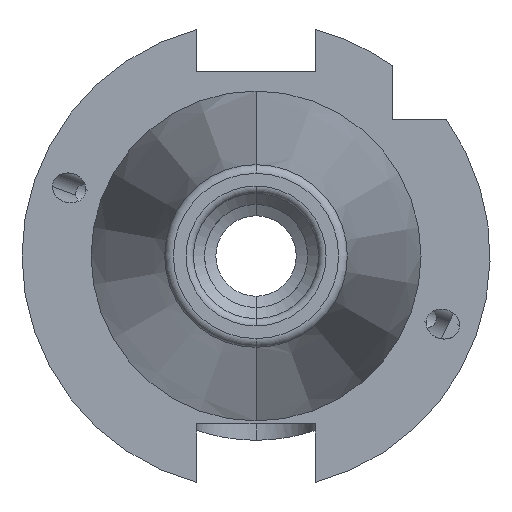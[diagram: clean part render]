
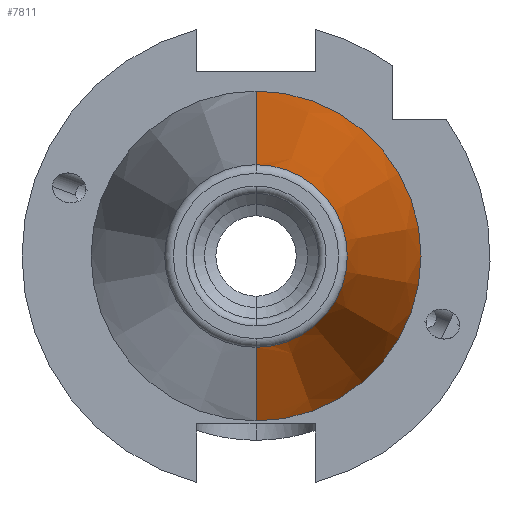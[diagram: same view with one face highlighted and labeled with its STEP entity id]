
A CAD part, left-side view. The second image highlights one B-rep face of the part: STEP entity #7811.
In plain terms, the highlighted conical face has half-angle 8.297 degrees and reference radius 22.4 mm.
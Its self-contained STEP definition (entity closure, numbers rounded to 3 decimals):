
#494 = EDGE_CURVE ( 'NONE', #8804, #5228, #10986, .T. ) ;
#726 = VECTOR ( 'NONE', #7429, 1000. ) ;
#973 = EDGE_LOOP ( 'NONE', ( #5259, #2364, #6936, #4156 ) ) ;
#1052 = CARTESIAN_POINT ( 'NONE',  ( -67.373, 0., -12.4 ) ) ;
#1196 = CARTESIAN_POINT ( 'NONE',  ( 1.2, 0., 0. ) ) ;
#1210 = AXIS2_PLACEMENT_3D ( 'NONE', #9142, #3472, #10095 ) ;
#1542 = CARTESIAN_POINT ( 'NONE',  ( 1.2, 0., -22.4 ) ) ;
#1618 = VECTOR ( 'NONE', #5330, 1000. ) ;
#2019 = CIRCLE ( 'NONE', #4125, 12.4 ) ;
#2364 = ORIENTED_EDGE ( 'NONE', *, *, #6668, .T. ) ;
#2455 = FACE_OUTER_BOUND ( 'NONE', #973, .T. ) ;
#3276 = LINE ( 'NONE', #6480, #726 ) ;
#3380 = CARTESIAN_POINT ( 'NONE',  ( -67.373, 0., 12.4 ) ) ;
#3472 = DIRECTION ( 'NONE',  ( -1., 0., 0. ) ) ;
#4125 = AXIS2_PLACEMENT_3D ( 'NONE', #10684, #5030, #11681 ) ;
#4156 = ORIENTED_EDGE ( 'NONE', *, *, #494, .T. ) ;
#5030 = DIRECTION ( 'NONE',  ( 1., 0., 0. ) ) ;
#5228 = VERTEX_POINT ( 'NONE', #9104 ) ;
#5259 = ORIENTED_EDGE ( 'NONE', *, *, #12409, .F. ) ;
#5330 = DIRECTION ( 'NONE',  ( 0.99, 0., -0.144 ) ) ;
#6008 = LINE ( 'NONE', #1542, #1618 ) ;
#6017 = DIRECTION ( 'NONE',  ( 1., 0., 0. ) ) ;
#6354 = VERTEX_POINT ( 'NONE', #3380 ) ;
#6480 = CARTESIAN_POINT ( 'NONE',  ( 1.2, 0., 22.4 ) ) ;
#6668 = EDGE_CURVE ( 'NONE', #6354, #10312, #2019, .T. ) ;
#6936 = ORIENTED_EDGE ( 'NONE', *, *, #9339, .T. ) ;
#7011 = DIRECTION ( 'NONE',  ( 0., 0., -1. ) ) ;
#7429 = DIRECTION ( 'NONE',  ( 0.99, 0., 0.144 ) ) ;
#7811 = ADVANCED_FACE ( 'NONE', ( #2455 ), #9291, .T. ) ;
#8804 = VERTEX_POINT ( 'NONE', #10242 ) ;
#9104 = CARTESIAN_POINT ( 'NONE',  ( 1.2, 0., 22.4 ) ) ;
#9142 = CARTESIAN_POINT ( 'NONE',  ( 1.2, 0., 0. ) ) ;
#9291 = CONICAL_SURFACE ( 'NONE', #11529, 22.4, 0.145 ) ;
#9339 = EDGE_CURVE ( 'NONE', #10312, #8804, #6008, .T. ) ;
#10095 = DIRECTION ( 'NONE',  ( 0., 0., 1. ) ) ;
#10242 = CARTESIAN_POINT ( 'NONE',  ( 1.2, 0., -22.4 ) ) ;
#10312 = VERTEX_POINT ( 'NONE', #1052 ) ;
#10684 = CARTESIAN_POINT ( 'NONE',  ( -67.373, 0., 0. ) ) ;
#10986 = CIRCLE ( 'NONE', #1210, 22.4 ) ;
#11529 = AXIS2_PLACEMENT_3D ( 'NONE', #1196, #6017, #7011 ) ;
#11681 = DIRECTION ( 'NONE',  ( 0., 0., 1. ) ) ;
#12409 = EDGE_CURVE ( 'NONE', #6354, #5228, #3276, .T. ) ;
